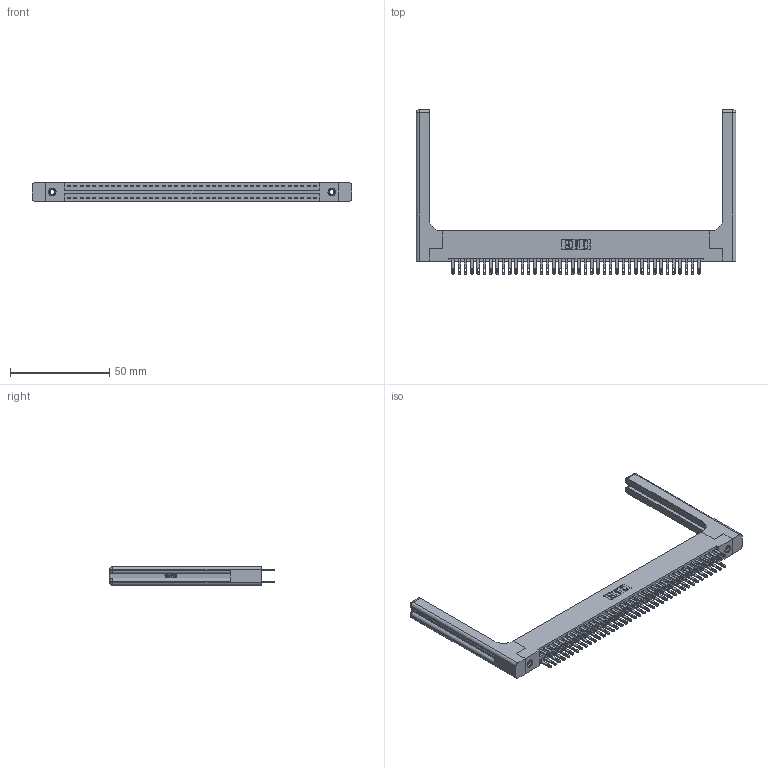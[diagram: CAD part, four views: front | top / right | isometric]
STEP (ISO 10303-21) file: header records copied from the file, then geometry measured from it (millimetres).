
FILE_DESCRIPTION (( 'STEP AP203' ), '1' );
FILE_NAME ('346-080-500-258.STEP', '2022-05-25T15:07:39', ( '' ), ( '' ), 'SwSTEP 2.0', 'SolidWorks 2020', '' );
FILE_SCHEMA (( 'CONFIG_CONTROL_DESIGN' ));
Length unit declared in the file: inch
Products named in the file (5): 345-292-001_345-293-100; 346 Part_Flush Mounting Lugs - 0.156 Dia-TH; 345-250-001_345-250-001-102; 346-080-500-258; 346-220-058_345-220-058
Assembly tree (85 placements, depth 2):
  346-080-500-258
    346 Part_Flush Mounting Lugs - 0.156 Dia-TH
    345-292-001_345-293-100  x80
    345-250-001_345-250-001-102  x2
    346-220-058_345-220-058  x2
Bounding box: 161.06 x 82.8 x 9.4 mm (x, y, z)
Volume: 23410.6 mm3; surface area: 27691.3 mm2
Topology: 85 solids, 85 shells, 4232 faces, 12791 edges, 8506 vertices
Faces by surface type: plane 2558, cylinder 1614, bspline 36, cone 12, sphere 8, torus 4
Entity records: 31902 total; most frequent: CARTESIAN_POINT 6271, ORIENTED_EDGE 5000, DIRECTION 4512, EDGE_CURVE 2500, VECTOR 2112, LINE 2112, VERTEX_POINT 1658, AXIS2_PLACEMENT_3D 1200
